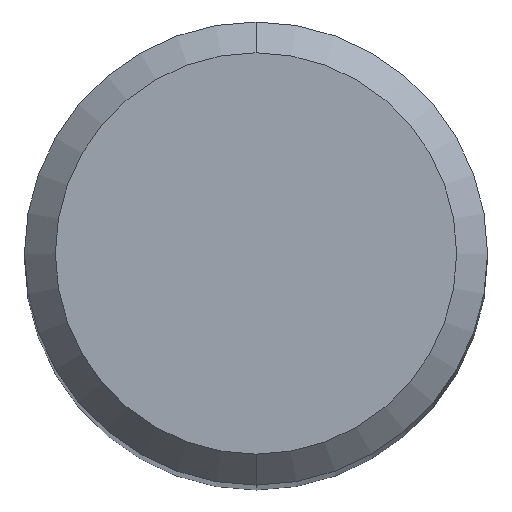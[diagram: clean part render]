
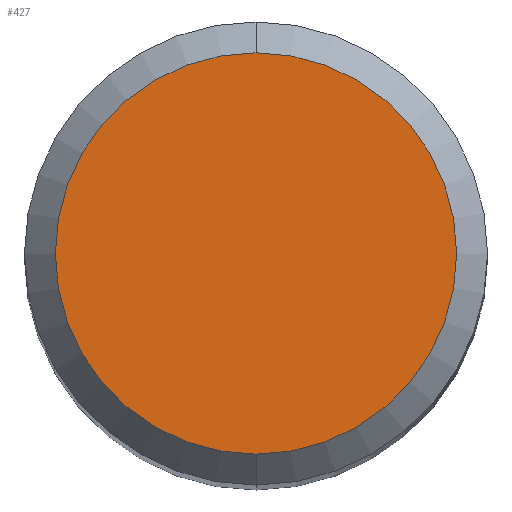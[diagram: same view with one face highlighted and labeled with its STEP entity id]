
A CAD part, top view. The second image highlights one B-rep face of the part: STEP entity #427.
In plain terms, the highlighted planar face has unit normal (0, 0, 1).
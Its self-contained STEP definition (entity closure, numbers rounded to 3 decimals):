
#245=VERTEX_POINT('',#569);
#249=EDGE_CURVE('',#379,#245,#573,.T.);
#379=VERTEX_POINT('',#717);
#389=EDGE_CURVE('',#245,#379,#727,.T.);
#427=ADVANCED_FACE('',(#767),#768,.T.);
#569=CARTESIAN_POINT('',(0.,-2.6,0.0));
#573=CIRCLE('',#983,2.6);
#717=CARTESIAN_POINT('',(0.0,2.6,0.0));
#727=CIRCLE('',#1317,2.6);
#767=FACE_OUTER_BOUND('',#1369,.T.);
#768=PLANE('',#1370);
#983=AXIS2_PLACEMENT_3D('',#1584,#1585,#1586);
#1317=AXIS2_PLACEMENT_3D('',#1731,#1732,#1733);
#1369=EDGE_LOOP('',(#1768,#1769));
#1370=AXIS2_PLACEMENT_3D('',#1770,#1771,#1772);
#1584=CARTESIAN_POINT('',(0.0,0.0,0.0));
#1585=DIRECTION('',(0.0,0.0,-1.0));
#1586=DIRECTION('',(0.0,1.0,0.0));
#1731=CARTESIAN_POINT('',(0.0,0.0,0.0));
#1732=DIRECTION('',(0.0,0.0,-1.0));
#1733=DIRECTION('',(0.0,1.0,0.0));
#1768=ORIENTED_EDGE('',*,*,#249,.F.);
#1769=ORIENTED_EDGE('',*,*,#389,.F.);
#1770=CARTESIAN_POINT('',(0.0,1.3,0.0));
#1771=DIRECTION('',(-0.0,0.0,1.0));
#1772=DIRECTION('',(0.0,-1.0,0.0));
